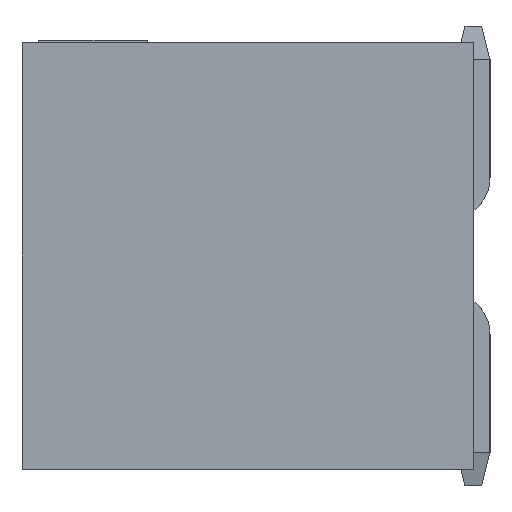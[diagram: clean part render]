
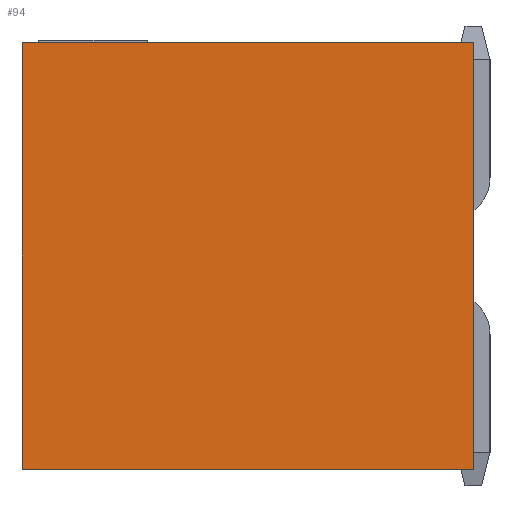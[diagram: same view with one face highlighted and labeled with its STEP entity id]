
A CAD part, left-side view. The second image highlights one B-rep face of the part: STEP entity #94.
In plain terms, the highlighted planar face has unit normal (-1, 0, 0).
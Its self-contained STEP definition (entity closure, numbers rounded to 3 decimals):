
#22 = CARTESIAN_POINT ( 'NONE',  ( -9.5, 0., -2.55 ) ) ;
#94 = ADVANCED_FACE ( 'NONE', ( #5214 ), #6502, .T. ) ;
#421 = CARTESIAN_POINT ( 'NONE',  ( -9.5, 5.4, -2.55 ) ) ;
#431 = EDGE_LOOP ( 'NONE', ( #1570, #2504, #3311, #6966 ) ) ;
#901 = LINE ( 'NONE', #6380, #5629 ) ;
#1348 = DIRECTION ( 'NONE',  ( 0., 1., 0. ) ) ;
#1553 = LINE ( 'NONE', #8135, #1702 ) ;
#1570 = ORIENTED_EDGE ( 'NONE', *, *, #4855, .F. ) ;
#1702 = VECTOR ( 'NONE', #5337, 1000. ) ;
#1820 = EDGE_CURVE ( 'NONE', #4804, #9032, #1553, .T. ) ;
#2128 = VECTOR ( 'NONE', #5282, 1000. ) ;
#2504 = ORIENTED_EDGE ( 'NONE', *, *, #8513, .F. ) ;
#2546 = CARTESIAN_POINT ( 'NONE',  ( -9.5, 2.7, 2.55 ) ) ;
#2723 = DIRECTION ( 'NONE',  ( 0., 0., -1. ) ) ;
#2763 = DIRECTION ( 'NONE',  ( -1., 0., 0. ) ) ;
#3135 = LINE ( 'NONE', #2546, #2128 ) ;
#3311 = ORIENTED_EDGE ( 'NONE', *, *, #10295, .T. ) ;
#3805 = VECTOR ( 'NONE', #1348, 1000. ) ;
#4054 = VERTEX_POINT ( 'NONE', #10845 ) ;
#4082 = CARTESIAN_POINT ( 'NONE',  ( -9.5, 0., -2.55 ) ) ;
#4096 = CARTESIAN_POINT ( 'NONE',  ( -9.5, 2.7, -2.55 ) ) ;
#4327 = CARTESIAN_POINT ( 'NONE',  ( -9.5, 5.4, 2.55 ) ) ;
#4804 = VERTEX_POINT ( 'NONE', #4327 ) ;
#4855 = EDGE_CURVE ( 'NONE', #9016, #9032, #7130, .T. ) ;
#5214 = FACE_OUTER_BOUND ( 'NONE', #431, .T. ) ;
#5282 = DIRECTION ( 'NONE',  ( 0., 1., 0. ) ) ;
#5337 = DIRECTION ( 'NONE',  ( 0., 0., -1. ) ) ;
#5564 = DIRECTION ( 'NONE',  ( 0., 0., 1. ) ) ;
#5629 = VECTOR ( 'NONE', #2723, 1000. ) ;
#6380 = CARTESIAN_POINT ( 'NONE',  ( -9.5, 0., 0. ) ) ;
#6502 = PLANE ( 'NONE',  #9152 ) ;
#6966 = ORIENTED_EDGE ( 'NONE', *, *, #1820, .T. ) ;
#7130 = LINE ( 'NONE', #4096, #3805 ) ;
#8135 = CARTESIAN_POINT ( 'NONE',  ( -9.5, 5.4, 0. ) ) ;
#8513 = EDGE_CURVE ( 'NONE', #4054, #9016, #901, .T. ) ;
#9016 = VERTEX_POINT ( 'NONE', #4082 ) ;
#9032 = VERTEX_POINT ( 'NONE', #421 ) ;
#9152 = AXIS2_PLACEMENT_3D ( 'NONE', #22, #2763, #5564 ) ;
#10295 = EDGE_CURVE ( 'NONE', #4054, #4804, #3135, .T. ) ;
#10845 = CARTESIAN_POINT ( 'NONE',  ( -9.5, 0., 2.55 ) ) ;
